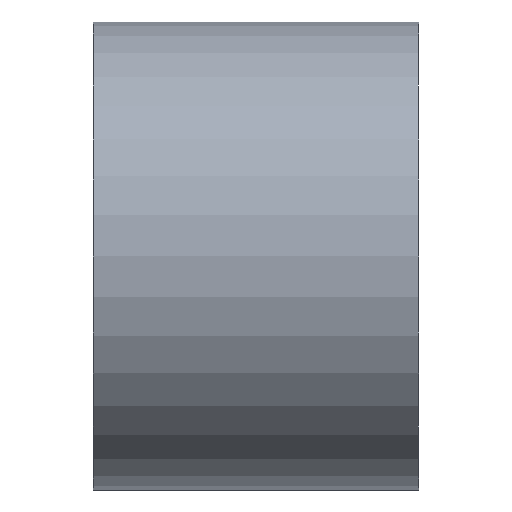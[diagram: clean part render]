
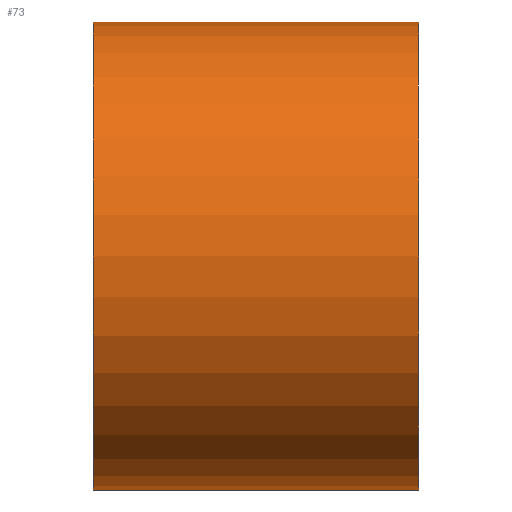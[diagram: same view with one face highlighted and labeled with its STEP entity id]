
A CAD part, front view. The second image highlights one B-rep face of the part: STEP entity #73.
In plain terms, the highlighted cylindrical face has radius 5.4 mm (diameter 10.8 mm), a full revolution.
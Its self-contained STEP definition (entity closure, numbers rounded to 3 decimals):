
#73 = ADVANCED_FACE( '', ( #168, #169 ), #170, .T. );
#168 = FACE_OUTER_BOUND( '', #277, .T. );
#169 = FACE_OUTER_BOUND( '', #278, .T. );
#170 = CYLINDRICAL_SURFACE( '', #279, 5.4 );
#277 = EDGE_LOOP( '', ( #438 ) );
#278 = EDGE_LOOP( '', ( #439 ) );
#279 = AXIS2_PLACEMENT_3D( '', #440, #441, #442 );
#438 = ORIENTED_EDGE( '', *, *, #642, .F. );
#439 = ORIENTED_EDGE( '', *, *, #635, .T. );
#440 = CARTESIAN_POINT( '', ( 7.5, 0., 0. ) );
#441 = DIRECTION( '', ( 1., 0., 0. ) );
#442 = DIRECTION( '', ( 0., 0., 1. ) );
#635 = EDGE_CURVE( '', #751, #751, #752, .T. );
#642 = EDGE_CURVE( '', #764, #764, #765, .T. );
#751 = VERTEX_POINT( '', #918 );
#752 = CIRCLE( '', #919, 5.4 );
#764 = VERTEX_POINT( '', #935 );
#765 = CIRCLE( '', #936, 5.4 );
#918 = CARTESIAN_POINT( '', ( 0., 0., -5.4 ) );
#919 = AXIS2_PLACEMENT_3D( '', #1125, #1126, #1127 );
#935 = CARTESIAN_POINT( '', ( 7.5, 0., -5.4 ) );
#936 = AXIS2_PLACEMENT_3D( '', #1135, #1136, #1137 );
#1125 = CARTESIAN_POINT( '', ( 0., 0., 0. ) );
#1126 = DIRECTION( '', ( 1., 0., 0. ) );
#1127 = DIRECTION( '', ( 0., 0., -1. ) );
#1135 = CARTESIAN_POINT( '', ( 7.5, 0., 0. ) );
#1136 = DIRECTION( '', ( 1., 0., 0. ) );
#1137 = DIRECTION( '', ( 0., 0., -1. ) );
